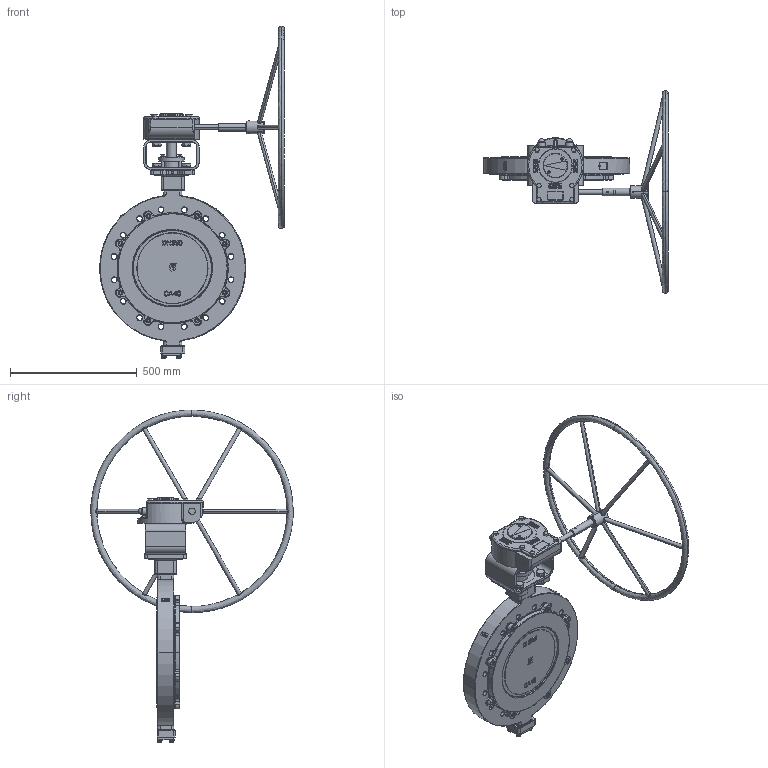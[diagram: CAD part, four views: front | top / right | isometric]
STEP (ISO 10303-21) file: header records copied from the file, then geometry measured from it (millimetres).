
FILE_DESCRIPTION(('HOOPS Exchange Step'),'2;1');
FILE_NAME('AK14_DN350_PN16_Getriebe.stp','2024-11-22T14:40:05+01:00',('nieru'),('Unknown organisation'),'HOOPS Exchange 2024.2','HOOPS Exchange','Unknown authorisation');
FILE_SCHEMA( ('AP203_CONFIGURATION_CONTROLLED_3D_DESIGN_OF_MECHANICAL_PARTS_AND_ASSEMBLIES_MIM_LF') );
Length unit declared in the file: millimetre
Products named in the file (11): 0; root
Assembly tree (10 placements, depth 4):
  root
    0
    0
      0
        0
        0
      0
      0
      0
      0
        0
Bounding box: 729.5 x 798.3 x 1310.4 mm (x, y, z)
Volume: 23784306 mm3; surface area: 2290778.5 mm2
Topology: 88 solids, 90 shells, 4038 faces, 9570 edges, 5765 vertices
Faces by surface type: bspline 1245, plane 1064, cylinder 946, cone 391, torus 342, extrusion 32, sphere 18
Full cylindrical faces by diameter (mm): 4.2 x3, 10 x3, 12 x3, 14.6 x4, 18 x8, 20 x7, 22 x8, 27.7 x4, 30 x2, 33.6 x8, 40 x6, 55 x1, 63.911 x1, 100 x1, 120 x1, 280 x1, 330.596 x1, 430 x1
Entity records: 341621 total; most frequent: CARTESIAN_POINT 255755, ORIENTED_EDGE 18966, DIRECTION 15284, EDGE_CURVE 9483, AXIS2_PLACEMENT_3D 5838, VERTEX_POINT 5766, EDGE_LOOP 4303, FACE_BOUND 4303
